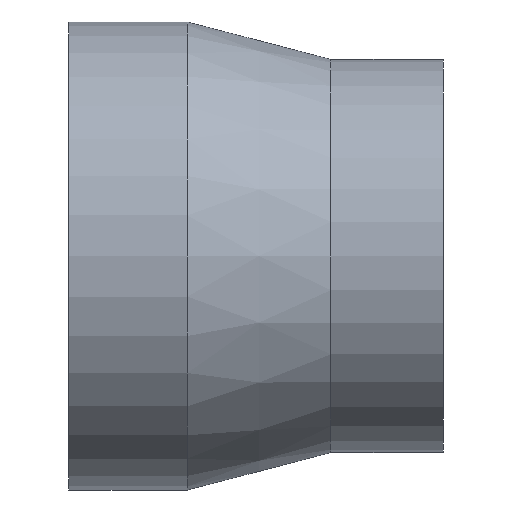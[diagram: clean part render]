
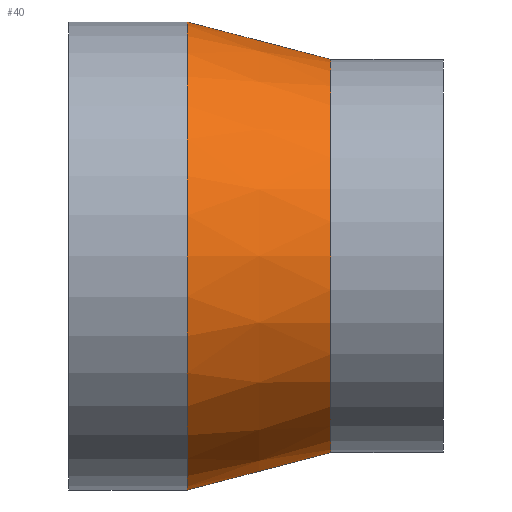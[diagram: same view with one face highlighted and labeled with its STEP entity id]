
A CAD part, front view. The second image highlights one B-rep face of the part: STEP entity #40.
In plain terms, the highlighted conical face has half-angle 14.621 degrees and reference radius 31.5 mm.
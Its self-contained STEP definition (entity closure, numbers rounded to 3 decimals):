
#40 = ADVANCED_FACE( '', ( #81, #82 ), #83, .T. );
#81 = FACE_OUTER_BOUND( '', #120, .T. );
#82 = FACE_BOUND( '', #121, .T. );
#83 = CONICAL_SURFACE( '', #122, 31.5, 0.255 );
#120 = EDGE_LOOP( '', ( #161 ) );
#121 = EDGE_LOOP( '', ( #162 ) );
#122 = AXIS2_PLACEMENT_3D( '', #163, #164, #165 );
#161 = ORIENTED_EDGE( '', *, *, #193, .T. );
#162 = ORIENTED_EDGE( '', *, *, #188, .F. );
#163 = CARTESIAN_POINT( '', ( 42., 0., 0. ) );
#164 = DIRECTION( '', ( -1., 0., 0. ) );
#165 = DIRECTION( '', ( 0., -1., 0. ) );
#188 = EDGE_CURVE( '', #206, #206, #207, .T. );
#193 = EDGE_CURVE( '', #214, #214, #215, .T. );
#206 = VERTEX_POINT( '', #230 );
#207 = CIRCLE( '', #231, 31.5 );
#214 = VERTEX_POINT( '', #238 );
#215 = CIRCLE( '', #239, 37.5 );
#230 = CARTESIAN_POINT( '', ( 42., 31.5, 0. ) );
#231 = AXIS2_PLACEMENT_3D( '', #254, #255, #256 );
#238 = CARTESIAN_POINT( '', ( 19., 37.5, 0. ) );
#239 = AXIS2_PLACEMENT_3D( '', #263, #264, #265 );
#254 = CARTESIAN_POINT( '', ( 42., 0., 0. ) );
#255 = DIRECTION( '', ( 1., 0., 0. ) );
#256 = DIRECTION( '', ( 0., 1., 0. ) );
#263 = CARTESIAN_POINT( '', ( 19., 0., 0. ) );
#264 = DIRECTION( '', ( 1., 0., 0. ) );
#265 = DIRECTION( '', ( 0., 1., 0. ) );
